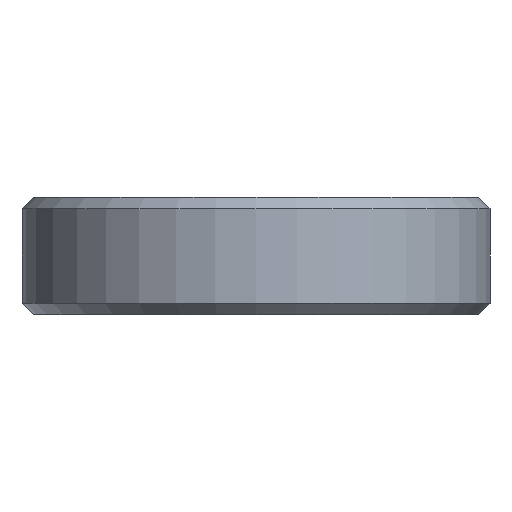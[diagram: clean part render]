
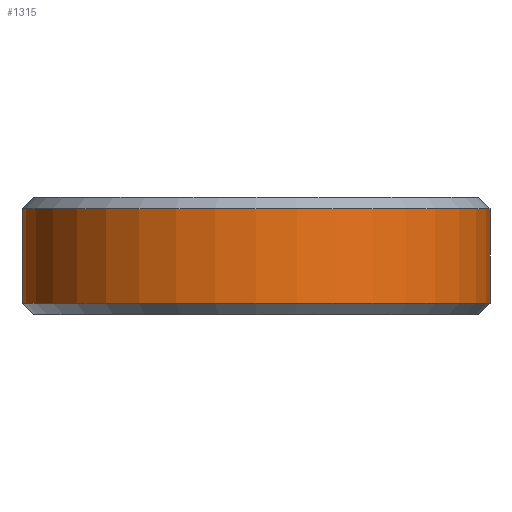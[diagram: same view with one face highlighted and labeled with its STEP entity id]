
A CAD part, left-side view. The second image highlights one B-rep face of the part: STEP entity #1315.
In plain terms, the highlighted cylindrical face has radius 6.25 mm (diameter 12.5 mm), a partial arc.
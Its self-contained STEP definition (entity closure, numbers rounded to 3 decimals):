
#144 = VERTEX_POINT('',#145);
#145 = CARTESIAN_POINT('',(0.,-6.25,0.3));
#161 = CONICAL_SURFACE('',#162,6.25,0.785);
#162 = AXIS2_PLACEMENT_3D('',#163,#164,#165);
#163 = CARTESIAN_POINT('',(0.,0.,0.3));
#164 = DIRECTION('',(0.,0.,1.));
#165 = DIRECTION('',(0.,1.,0.));
#187 = PLANE('',#188);
#188 = AXIS2_PLACEMENT_3D('',#189,#190,#191);
#189 = CARTESIAN_POINT('',(112.5,-6.25,0.));
#190 = DIRECTION('',(0.,-1.,0.));
#191 = DIRECTION('',(-1.,0.,0.));
#290 = PLANE('',#291);
#291 = AXIS2_PLACEMENT_3D('',#292,#293,#294);
#292 = CARTESIAN_POINT('',(112.5,6.25,0.));
#293 = DIRECTION('',(0.,-1.,0.));
#294 = DIRECTION('',(-1.,0.,0.));
#618 = VERTEX_POINT('',#619);
#619 = CARTESIAN_POINT('',(0.,6.25,0.3));
#665 = EDGE_CURVE('',#618,#144,#666,.T.);
#666 = SURFACE_CURVE('',#667,(#672,#679),.PCURVE_S1.);
#667 = CIRCLE('',#668,6.25);
#668 = AXIS2_PLACEMENT_3D('',#669,#670,#671);
#669 = CARTESIAN_POINT('',(0.,0.,0.3));
#670 = DIRECTION('',(0.,-0.,1.));
#671 = DIRECTION('',(0.,1.,0.));
#672 = PCURVE('',#161,#673);
#673 = DEFINITIONAL_REPRESENTATION('',(#674),#678);
#674 = LINE('',#675,#676);
#675 = CARTESIAN_POINT('',(0.,-0.));
#676 = VECTOR('',#677,1.);
#677 = DIRECTION('',(1.,-0.));
#678 = ( GEOMETRIC_REPRESENTATION_CONTEXT(2) 
PARAMETRIC_REPRESENTATION_CONTEXT() REPRESENTATION_CONTEXT('2D SPACE',''
  ) );
#679 = PCURVE('',#680,#685);
#680 = CYLINDRICAL_SURFACE('',#681,6.25);
#681 = AXIS2_PLACEMENT_3D('',#682,#683,#684);
#682 = CARTESIAN_POINT('',(0.,0.,0.));
#683 = DIRECTION('',(-0.,-0.,-1.));
#684 = DIRECTION('',(1.,0.,0.));
#685 = DEFINITIONAL_REPRESENTATION('',(#686),#690);
#686 = LINE('',#687,#688);
#687 = CARTESIAN_POINT('',(-1.571,-0.3));
#688 = VECTOR('',#689,1.);
#689 = DIRECTION('',(-1.,0.));
#690 = ( GEOMETRIC_REPRESENTATION_CONTEXT(2) 
PARAMETRIC_REPRESENTATION_CONTEXT() REPRESENTATION_CONTEXT('2D SPACE',''
  ) );
#699 = VERTEX_POINT('',#700);
#700 = CARTESIAN_POINT('',(0.,-6.25,2.825));
#726 = EDGE_CURVE('',#144,#699,#727,.T.);
#727 = SURFACE_CURVE('',#728,(#732,#739),.PCURVE_S1.);
#728 = LINE('',#729,#730);
#729 = CARTESIAN_POINT('',(0.,-6.25,0.));
#730 = VECTOR('',#731,1.);
#731 = DIRECTION('',(0.,0.,1.));
#732 = PCURVE('',#187,#733);
#733 = DEFINITIONAL_REPRESENTATION('',(#734),#738);
#734 = LINE('',#735,#736);
#735 = CARTESIAN_POINT('',(112.5,0.));
#736 = VECTOR('',#737,1.);
#737 = DIRECTION('',(0.,-1.));
#738 = ( GEOMETRIC_REPRESENTATION_CONTEXT(2) 
PARAMETRIC_REPRESENTATION_CONTEXT() REPRESENTATION_CONTEXT('2D SPACE',''
  ) );
#739 = PCURVE('',#680,#740);
#740 = DEFINITIONAL_REPRESENTATION('',(#741),#745);
#741 = LINE('',#742,#743);
#742 = CARTESIAN_POINT('',(-4.712,0.));
#743 = VECTOR('',#744,1.);
#744 = DIRECTION('',(-0.,-1.));
#745 = ( GEOMETRIC_REPRESENTATION_CONTEXT(2) 
PARAMETRIC_REPRESENTATION_CONTEXT() REPRESENTATION_CONTEXT('2D SPACE',''
  ) );
#835 = VERTEX_POINT('',#836);
#836 = CARTESIAN_POINT('',(0.,6.25,2.825));
#857 = EDGE_CURVE('',#618,#835,#858,.T.);
#858 = SURFACE_CURVE('',#859,(#863,#870),.PCURVE_S1.);
#859 = LINE('',#860,#861);
#860 = CARTESIAN_POINT('',(0.,6.25,0.));
#861 = VECTOR('',#862,1.);
#862 = DIRECTION('',(0.,0.,1.));
#863 = PCURVE('',#290,#864);
#864 = DEFINITIONAL_REPRESENTATION('',(#865),#869);
#865 = LINE('',#866,#867);
#866 = CARTESIAN_POINT('',(112.5,0.));
#867 = VECTOR('',#868,1.);
#868 = DIRECTION('',(0.,-1.));
#869 = ( GEOMETRIC_REPRESENTATION_CONTEXT(2) 
PARAMETRIC_REPRESENTATION_CONTEXT() REPRESENTATION_CONTEXT('2D SPACE',''
  ) );
#870 = PCURVE('',#680,#871);
#871 = DEFINITIONAL_REPRESENTATION('',(#872),#876);
#872 = LINE('',#873,#874);
#873 = CARTESIAN_POINT('',(-1.571,0.));
#874 = VECTOR('',#875,1.);
#875 = DIRECTION('',(-0.,-1.));
#876 = ( GEOMETRIC_REPRESENTATION_CONTEXT(2) 
PARAMETRIC_REPRESENTATION_CONTEXT() REPRESENTATION_CONTEXT('2D SPACE',''
  ) );
#1315 = ADVANCED_FACE('',(#1316),#680,.T.);
#1316 = FACE_BOUND('',#1317,.F.);
#1317 = EDGE_LOOP('',(#1318,#1319,#1346,#1347));
#1318 = ORIENTED_EDGE('',*,*,#857,.T.);
#1319 = ORIENTED_EDGE('',*,*,#1320,.T.);
#1320 = EDGE_CURVE('',#835,#699,#1321,.T.);
#1321 = SURFACE_CURVE('',#1322,(#1327,#1334),.PCURVE_S1.);
#1322 = CIRCLE('',#1323,6.25);
#1323 = AXIS2_PLACEMENT_3D('',#1324,#1325,#1326);
#1324 = CARTESIAN_POINT('',(0.,0.,2.825));
#1325 = DIRECTION('',(0.,-0.,1.));
#1326 = DIRECTION('',(0.,1.,0.));
#1327 = PCURVE('',#680,#1328);
#1328 = DEFINITIONAL_REPRESENTATION('',(#1329),#1333);
#1329 = LINE('',#1330,#1331);
#1330 = CARTESIAN_POINT('',(-1.571,-2.825));
#1331 = VECTOR('',#1332,1.);
#1332 = DIRECTION('',(-1.,0.));
#1333 = ( GEOMETRIC_REPRESENTATION_CONTEXT(2) 
PARAMETRIC_REPRESENTATION_CONTEXT() REPRESENTATION_CONTEXT('2D SPACE',''
  ) );
#1334 = PCURVE('',#1335,#1340);
#1335 = CONICAL_SURFACE('',#1336,6.25,0.785);
#1336 = AXIS2_PLACEMENT_3D('',#1337,#1338,#1339);
#1337 = CARTESIAN_POINT('',(0.,0.,2.825));
#1338 = DIRECTION('',(-0.,-0.,-1.));
#1339 = DIRECTION('',(0.,1.,0.));
#1340 = DEFINITIONAL_REPRESENTATION('',(#1341),#1345);
#1341 = LINE('',#1342,#1343);
#1342 = CARTESIAN_POINT('',(-0.,-0.));
#1343 = VECTOR('',#1344,1.);
#1344 = DIRECTION('',(-1.,-0.));
#1345 = ( GEOMETRIC_REPRESENTATION_CONTEXT(2) 
PARAMETRIC_REPRESENTATION_CONTEXT() REPRESENTATION_CONTEXT('2D SPACE',''
  ) );
#1346 = ORIENTED_EDGE('',*,*,#726,.F.);
#1347 = ORIENTED_EDGE('',*,*,#665,.F.);
